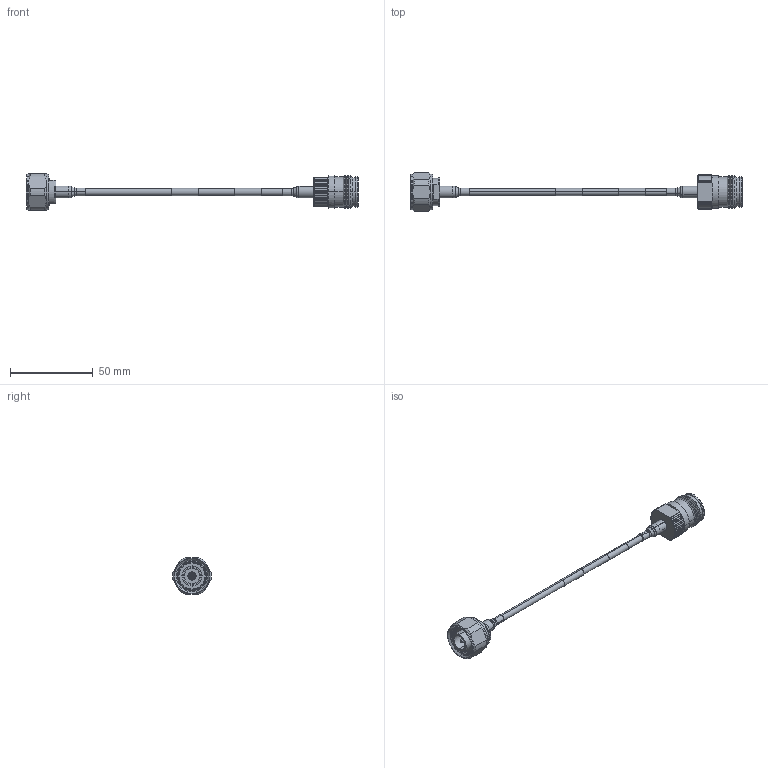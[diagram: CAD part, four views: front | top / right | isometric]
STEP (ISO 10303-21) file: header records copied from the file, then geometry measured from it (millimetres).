
FILE_DESCRIPTION (( 'STEP AP214' ), '1' );
FILE_NAME ('PE3C8278_3D.STEP', '2021-07-28T23:49:22', ( '' ), ( '' ), 'SwSTEP 2.0', 'SolidWorks 2021', '' );
FILE_SCHEMA (( 'AUTOMOTIVE_DESIGN' ));
Length unit declared in the file: inch
Products named in the file (5): TFT-402-LF_LABEL PE+FM; TFT-402-MA1; TC-402-4195M-LP-PE; TC-402-4310F-LP-PE; PE3C8278_3D
Assembly tree (5 placements, depth 2):
  PE3C8278_3D
    TFT-402-LF_LABEL PE+FM
    TC-402-4195M-LP-PE
    TC-402-4310F-LP-PE
    TFT-402-MA1  x2
Bounding box: 201.1 x 23.46 x 22 mm (x, y, z)
Volume: 12873.8 mm3; surface area: 13148.1 mm2
Topology: 11 solids, 11 shells, 628 faces, 1554 edges, 971 vertices
Faces by surface type: plane 196, cone 181, cylinder 175, torus 76
Entity records: 19489 total; most frequent: CARTESIAN_POINT 4659, DIRECTION 3097, ORIENTED_EDGE 3016, EDGE_CURVE 1508, AXIS2_PLACEMENT_3D 1255, VERTEX_POINT 947, EDGE_LOOP 643, CIRCLE 641
